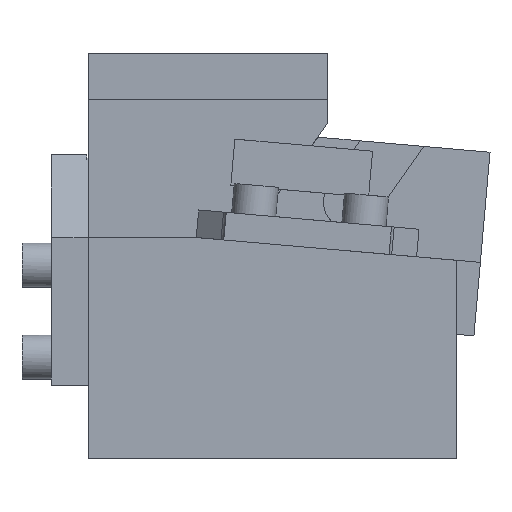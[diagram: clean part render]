
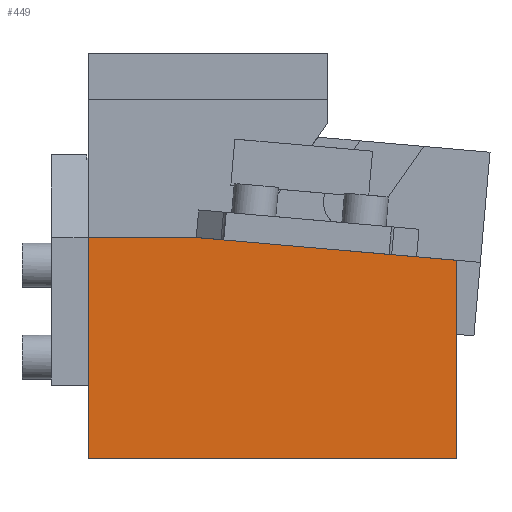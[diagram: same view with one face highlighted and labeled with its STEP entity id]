
A CAD part, front view. The second image highlights one B-rep face of the part: STEP entity #449.
In plain terms, the highlighted planar face has unit normal (0, -1, 0).
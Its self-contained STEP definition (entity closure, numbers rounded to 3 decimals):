
#165=CARTESIAN_POINT('Line Origine',(100.,0.,0.)) ;
#169=CARTESIAN_POINT('Vertex',(200.,0.,0.)) ;
#171=CARTESIAN_POINT('Vertex',(0.,0.,0.)) ;
#405=CARTESIAN_POINT('Axis2P3D Location',(0.,0.,10.)) ;
#410=CARTESIAN_POINT('Line Origine',(129.448,0.,113.828)) ;
#414=CARTESIAN_POINT('Vertex',(200.,0.,107.655)) ;
#416=CARTESIAN_POINT('Vertex',(58.897,0.,120.)) ;
#420=CARTESIAN_POINT('Control Point',(58.897,0.,120.)) ;
#421=CARTESIAN_POINT('Control Point',(47.117,0.,120.)) ;
#422=CARTESIAN_POINT('Control Point',(35.338,0.,120.)) ;
#423=CARTESIAN_POINT('Control Point',(23.559,0.,120.)) ;
#424=CARTESIAN_POINT('Control Point',(11.779,0.,120.)) ;
#425=CARTESIAN_POINT('Control Point',(0.,0.,120.)) ;
#426=CARTESIAN_POINT('Vertex',(0.,0.,120.)) ;
#430=CARTESIAN_POINT('Control Point',(0.,0.,120.)) ;
#431=CARTESIAN_POINT('Control Point',(0.,0.,96.)) ;
#432=CARTESIAN_POINT('Control Point',(0.,0.,72.)) ;
#433=CARTESIAN_POINT('Control Point',(0.,0.,48.)) ;
#434=CARTESIAN_POINT('Control Point',(0.,0.,24.)) ;
#435=CARTESIAN_POINT('Control Point',(0.,0.,0.)) ;
#437=CARTESIAN_POINT('Line Origine',(200.,0.,53.828)) ;
#166=DIRECTION('Vector Direction',(-1.,0.,0.)) ;
#406=DIRECTION('Axis2P3D Direction',(0.,-1.,0.)) ;
#407=DIRECTION('Axis2P3D XDirection',(1.,0.,0.)) ;
#411=DIRECTION('Vector Direction',(-0.996,0.,0.087)) ;
#438=DIRECTION('Vector Direction',(0.,0.,1.)) ;
#408=AXIS2_PLACEMENT_3D('Plane Axis2P3D',#405,#406,#407) ;
#443=ORIENTED_EDGE('',*,*,#418,.T.) ;
#444=ORIENTED_EDGE('',*,*,#428,.T.) ;
#445=ORIENTED_EDGE('',*,*,#436,.T.) ;
#446=ORIENTED_EDGE('',*,*,#173,.F.) ;
#447=ORIENTED_EDGE('',*,*,#441,.T.) ;
#167=VECTOR('Line Direction',#166,1.) ;
#412=VECTOR('Line Direction',#411,1.) ;
#439=VECTOR('Line Direction',#438,1.) ;
#449=ADVANCED_FACE('CAM HOLDER',(#448),#409,.T.) ;
#419=B_SPLINE_CURVE_WITH_KNOTS('',5,(#420,#421,#422,#423,#424,#425),.UNSPECIFIED.,.F.,.U.,(6,6),(0.,58.897),.UNSPECIFIED.) ;
#429=B_SPLINE_CURVE_WITH_KNOTS('',5,(#430,#431,#432,#433,#434,#435),.UNSPECIFIED.,.F.,.U.,(6,6),(0.,120.),.UNSPECIFIED.) ;
#173=EDGE_CURVE('',#170,#172,#168,.T.) ;
#418=EDGE_CURVE('',#415,#417,#413,.T.) ;
#428=EDGE_CURVE('',#417,#427,#419,.T.) ;
#436=EDGE_CURVE('',#427,#172,#429,.T.) ;
#441=EDGE_CURVE('',#170,#415,#440,.T.) ;
#442=EDGE_LOOP('',(#443,#444,#445,#446,#447)) ;
#448=FACE_OUTER_BOUND('',#442,.T.) ;
#168=LINE('Line',#165,#167) ;
#413=LINE('Line',#410,#412) ;
#440=LINE('Line',#437,#439) ;
#409=PLANE('Plane',#408) ;
#170=VERTEX_POINT('',#169) ;
#172=VERTEX_POINT('',#171) ;
#415=VERTEX_POINT('',#414) ;
#417=VERTEX_POINT('',#416) ;
#427=VERTEX_POINT('',#426) ;
